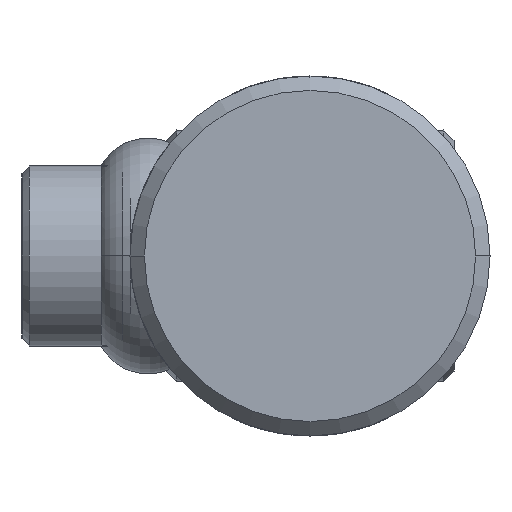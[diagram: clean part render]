
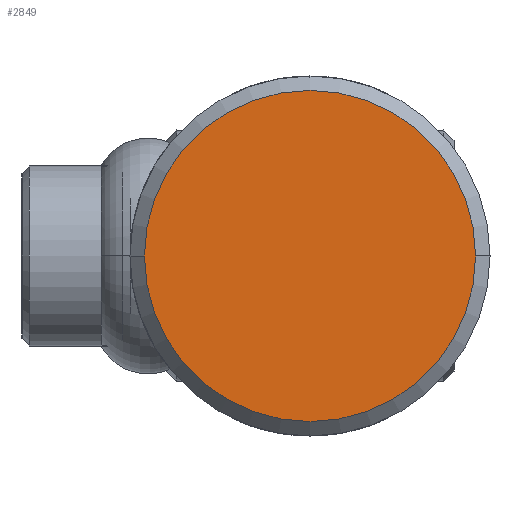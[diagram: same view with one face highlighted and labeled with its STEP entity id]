
A CAD part, left-side view. The second image highlights one B-rep face of the part: STEP entity #2849.
In plain terms, the highlighted planar face has unit normal (-1, 0, 0).
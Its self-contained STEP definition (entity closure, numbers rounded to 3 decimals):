
#143 = AXIS2_PLACEMENT_3D ( 'NONE', #1864, #1833, #3073 ) ;
#756 = DIRECTION ( 'NONE',  ( -1., 0., 0. ) ) ;
#770 = PLANE ( 'NONE',  #1796 ) ;
#1207 = AXIS2_PLACEMENT_3D ( 'NONE', #2093, #1304, #4488 ) ;
#1304 = DIRECTION ( 'NONE',  ( 1., 0., 0. ) ) ;
#1526 = EDGE_CURVE ( 'NONE', #5071, #3787, #4228, .T. ) ;
#1784 = EDGE_CURVE ( 'NONE', #3787, #5071, #2643, .T. ) ;
#1796 = AXIS2_PLACEMENT_3D ( 'NONE', #2730, #756, #2280 ) ;
#1833 = DIRECTION ( 'NONE',  ( 1., 0., 0. ) ) ;
#1864 = CARTESIAN_POINT ( 'NONE',  ( 0., 0., 0. ) ) ;
#2015 = ORIENTED_EDGE ( 'NONE', *, *, #1526, .F. ) ;
#2093 = CARTESIAN_POINT ( 'NONE',  ( 0., 0., 0. ) ) ;
#2279 = ORIENTED_EDGE ( 'NONE', *, *, #1784, .F. ) ;
#2280 = DIRECTION ( 'NONE',  ( 0., -1., 0. ) ) ;
#2522 = EDGE_LOOP ( 'NONE', ( #2279, #2015 ) ) ;
#2643 = CIRCLE ( 'NONE', #1207, 23. ) ;
#2730 = CARTESIAN_POINT ( 'NONE',  ( 0., 0., 0. ) ) ;
#2849 = ADVANCED_FACE ( 'NONE', ( #4731 ), #770, .T. ) ;
#2985 = CARTESIAN_POINT ( 'NONE',  ( 0., -23., 0. ) ) ;
#3073 = DIRECTION ( 'NONE',  ( 0., 1., 0. ) ) ;
#3787 = VERTEX_POINT ( 'NONE', #4895 ) ;
#4228 = CIRCLE ( 'NONE', #143, 23. ) ;
#4488 = DIRECTION ( 'NONE',  ( 0., 1., 0. ) ) ;
#4731 = FACE_OUTER_BOUND ( 'NONE', #2522, .T. ) ;
#4895 = CARTESIAN_POINT ( 'NONE',  ( 0., 23., 0. ) ) ;
#5071 = VERTEX_POINT ( 'NONE', #2985 ) ;
